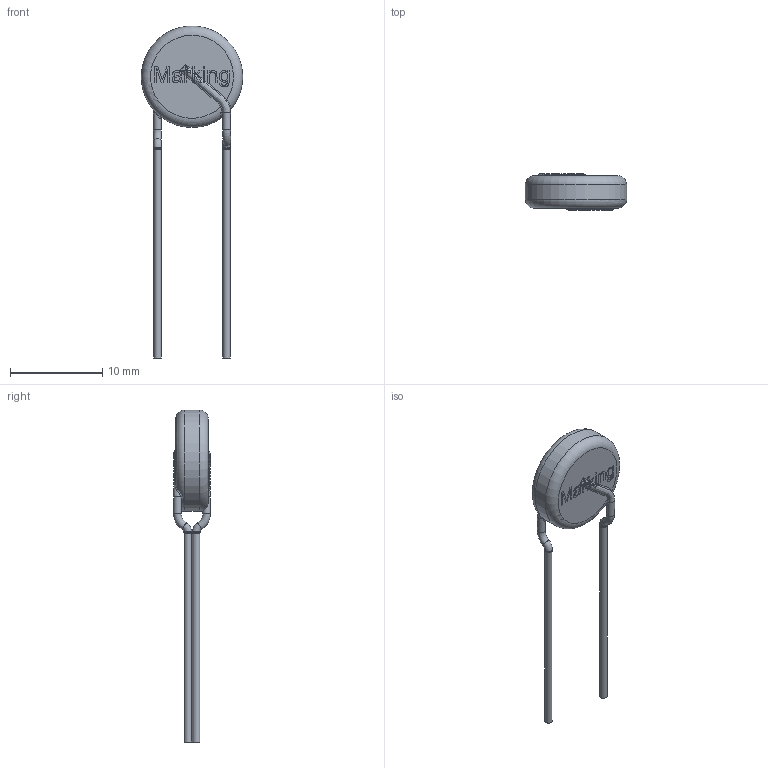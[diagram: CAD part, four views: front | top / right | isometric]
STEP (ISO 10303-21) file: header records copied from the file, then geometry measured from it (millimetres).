
FILE_DESCRIPTION(/* description */ ('Unknown','CAx-IF Rec.Pracs.---Representation and Presentation of Product Manufacturing Information (PMI)---4.0---2014-10-13','CAx-IF Rec.Pracs.---3D Tessellated Geometry---0.4---2014-09-14','2;1'),/* implementation_level */ '2;1');
FILE_NAME(/* name */ 'RV_Wurth_WE-VD-10mm_820512311',/* time_stamp */ '2025-03-05T17:32:45+08:00',/* author */ ('Unknown'),/* organization */ ('Unknown'),/* preprocessor_version */ 'ST-DEVELOPER v16.7',/* originating_system */ 'Solid Edge',/* authorisation */ 'Unknown');
FILE_SCHEMA (('AP242_MANAGED_MODEL_BASED_3D_ENGINEERING_MIM_LF { 1 0 10303 442 1 1 4 }'));
Length unit declared in the file: metre
Products named in the file (2): RV_Wurth_WE-VD-10mm_820512311
Assembly tree (1 placements, depth 2):
  RV_Wurth_WE-VD-10mm_820512311
    RV_Wurth_WE-VD-10mm_820512311
Bounding box: 11 x 4 x 36 mm (x, y, z)
Volume: 352.9 mm3; surface area: 422.1 mm2
Topology: 1 solids, 1 shells, 202 faces, 552 edges, 356 vertices
Faces by surface type: plane 95, bspline 74, cylinder 25, torus 8
Full cylindrical faces by diameter (mm): 0.8 x2, 0.85 x2, 11 x1
Entity records: 9996 total; most frequent: CARTESIAN_POINT 4235, ORIENTED_EDGE 1040, DIRECTION 608, EDGE_CURVE 520, VERTEX_POINT 344, LINE 256, VECTOR 256, EDGE_LOOP 226
